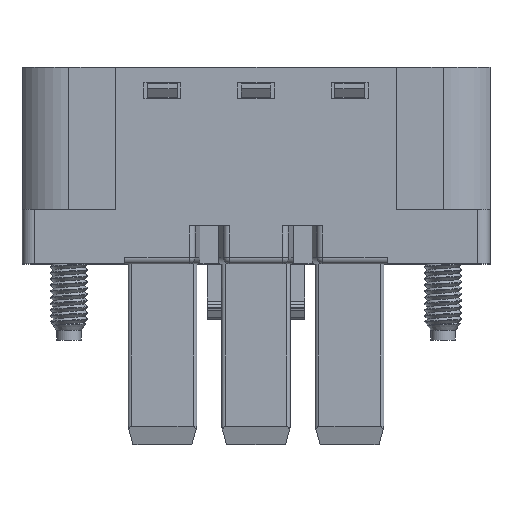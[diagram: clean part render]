
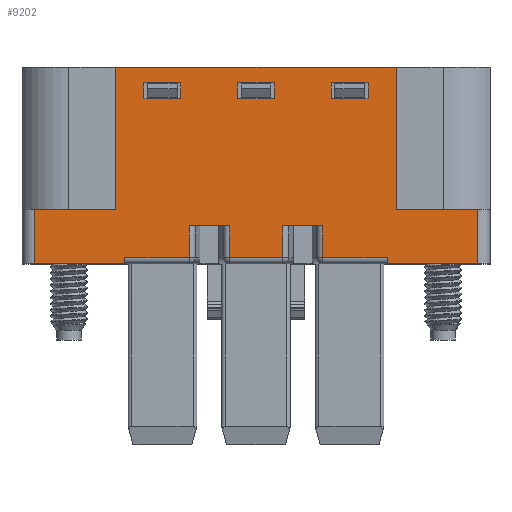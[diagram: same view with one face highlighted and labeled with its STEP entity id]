
A CAD part, top view. The second image highlights one B-rep face of the part: STEP entity #9202.
In plain terms, the highlighted planar face has unit normal (0, 0, 1).
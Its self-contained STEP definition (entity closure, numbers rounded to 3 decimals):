
#3777=CARTESIAN_POINT('',(-3.05,0.,0.));
#3778=VERTEX_POINT('',#3777);
#3785=CARTESIAN_POINT('',(-10.43,0.,0.));
#3786=VERTEX_POINT('',#3785);
#3787=CARTESIAN_POINT('',(-3.05,0.,0.));
#3788=DIRECTION('',(-1.,0.,0.));
#3789=VECTOR('',#3788,7.38);
#3790=LINE('',#3787,#3789);
#3791=EDGE_CURVE('',#3778,#3786,#3790,.T.);
#4048=CARTESIAN_POINT('',(25.67,0.,0.));
#4049=VERTEX_POINT('',#4048);
#4057=CARTESIAN_POINT('',(18.29,0.,0.));
#4058=VERTEX_POINT('',#4057);
#4059=CARTESIAN_POINT('',(25.67,0.,0.));
#4060=DIRECTION('',(-1.,0.,0.));
#4061=VECTOR('',#4060,7.38);
#4062=LINE('',#4059,#4061);
#4063=EDGE_CURVE('',#4049,#4058,#4062,.T.);
#8891=CARTESIAN_POINT('',(9.795,3.1,0.));
#8892=VERTEX_POINT('',#8891);
#8942=CARTESIAN_POINT('',(13.065,3.1,0.));
#8943=VERTEX_POINT('',#8942);
#8951=CARTESIAN_POINT('',(13.065,3.1,0.));
#8952=DIRECTION('',(-1.,0.,0.));
#8953=VECTOR('',#8952,3.27);
#8954=LINE('',#8951,#8953);
#8955=EDGE_CURVE('',#8943,#8892,#8954,.T.);
#8960=CARTESIAN_POINT('',(-3.81,16.,0.));
#8961=DIRECTION('',(0.,-1.,0.));
#8962=DIRECTION('',(-0.,0.,1.));
#8963=AXIS2_PLACEMENT_3D('',#8960,#8962,#8961);
#8964=PLANE('',#8963);
#8965=CARTESIAN_POINT('',(-3.81,16.,0.));
#8966=VERTEX_POINT('',#8965);
#8967=CARTESIAN_POINT('',(-3.81,4.435,0.));
#8968=VERTEX_POINT('',#8967);
#8969=CARTESIAN_POINT('',(-3.81,16.,0.));
#8970=DIRECTION('',(0.,-1.,0.));
#8971=VECTOR('',#8970,11.565);
#8972=LINE('',#8969,#8971);
#8973=EDGE_CURVE('',#8966,#8968,#8972,.T.);
#8974=ORIENTED_EDGE('',*,*,#8973,.T.);
#8975=CARTESIAN_POINT('',(-10.43,4.435,0.));
#8976=VERTEX_POINT('',#8975);
#8977=CARTESIAN_POINT('',(-3.81,4.435,0.));
#8978=DIRECTION('',(-1.,0.,0.));
#8979=VECTOR('',#8978,6.62);
#8980=LINE('',#8977,#8979);
#8981=EDGE_CURVE('',#8968,#8976,#8980,.T.);
#8982=ORIENTED_EDGE('',*,*,#8981,.T.);
#8983=CARTESIAN_POINT('',(-10.43,4.435,0.));
#8984=DIRECTION('',(0.,-1.,0.));
#8985=VECTOR('',#8984,4.435);
#8986=LINE('',#8983,#8985);
#8987=EDGE_CURVE('',#8976,#3786,#8986,.T.);
#8988=ORIENTED_EDGE('',*,*,#8987,.T.);
#8989=ORIENTED_EDGE('',*,*,#3791,.F.);
#8990=CARTESIAN_POINT('',(-3.05,0.5,0.));
#8991=VERTEX_POINT('',#8990);
#8992=CARTESIAN_POINT('',(-3.05,0.,0.));
#8993=DIRECTION('',(0.,1.,0.));
#8994=VECTOR('',#8993,0.5);
#8995=LINE('',#8992,#8994);
#8996=EDGE_CURVE('',#3778,#8991,#8995,.T.);
#8997=ORIENTED_EDGE('',*,*,#8996,.T.);
#8998=CARTESIAN_POINT('',(2.175,0.5,0.));
#8999=VERTEX_POINT('',#8998);
#9000=CARTESIAN_POINT('',(-3.05,0.5,0.));
#9001=DIRECTION('',(1.,0.,0.));
#9002=VECTOR('',#9001,5.225);
#9003=LINE('',#9000,#9002);
#9004=EDGE_CURVE('',#8991,#8999,#9003,.T.);
#9005=ORIENTED_EDGE('',*,*,#9004,.T.);
#9006=CARTESIAN_POINT('',(2.175,3.1,0.));
#9007=VERTEX_POINT('',#9006);
#9008=CARTESIAN_POINT('',(2.175,0.5,0.));
#9009=DIRECTION('',(0.,1.,0.));
#9010=VECTOR('',#9009,2.6);
#9011=LINE('',#9008,#9010);
#9012=EDGE_CURVE('',#8999,#9007,#9011,.T.);
#9013=ORIENTED_EDGE('',*,*,#9012,.T.);
#9014=CARTESIAN_POINT('',(5.445,3.1,0.));
#9015=VERTEX_POINT('',#9014);
#9016=CARTESIAN_POINT('',(2.175,3.1,0.));
#9017=DIRECTION('',(1.,0.,0.));
#9018=VECTOR('',#9017,3.27);
#9019=LINE('',#9016,#9018);
#9020=EDGE_CURVE('',#9007,#9015,#9019,.T.);
#9021=ORIENTED_EDGE('',*,*,#9020,.T.);
#9022=CARTESIAN_POINT('',(5.445,0.5,0.));
#9023=VERTEX_POINT('',#9022);
#9024=CARTESIAN_POINT('',(5.445,3.1,0.));
#9025=DIRECTION('',(0.,-1.,0.));
#9026=VECTOR('',#9025,2.6);
#9027=LINE('',#9024,#9026);
#9028=EDGE_CURVE('',#9015,#9023,#9027,.T.);
#9029=ORIENTED_EDGE('',*,*,#9028,.T.);
#9030=CARTESIAN_POINT('',(9.795,0.5,0.));
#9031=VERTEX_POINT('',#9030);
#9032=CARTESIAN_POINT('',(5.445,0.5,0.));
#9033=DIRECTION('',(1.,0.,0.));
#9034=VECTOR('',#9033,4.35);
#9035=LINE('',#9032,#9034);
#9036=EDGE_CURVE('',#9023,#9031,#9035,.T.);
#9037=ORIENTED_EDGE('',*,*,#9036,.T.);
#9038=CARTESIAN_POINT('',(9.795,0.5,0.));
#9039=DIRECTION('',(0.,1.,0.));
#9040=VECTOR('',#9039,2.6);
#9041=LINE('',#9038,#9040);
#9042=EDGE_CURVE('',#9031,#8892,#9041,.T.);
#9043=ORIENTED_EDGE('',*,*,#9042,.T.);
#9044=ORIENTED_EDGE('',*,*,#8955,.F.);
#9045=CARTESIAN_POINT('',(13.065,0.5,0.));
#9046=VERTEX_POINT('',#9045);
#9047=CARTESIAN_POINT('',(13.065,3.1,0.));
#9048=DIRECTION('',(0.,-1.,0.));
#9049=VECTOR('',#9048,2.6);
#9050=LINE('',#9047,#9049);
#9051=EDGE_CURVE('',#8943,#9046,#9050,.T.);
#9052=ORIENTED_EDGE('',*,*,#9051,.T.);
#9053=CARTESIAN_POINT('',(18.29,0.5,0.));
#9054=VERTEX_POINT('',#9053);
#9055=CARTESIAN_POINT('',(13.065,0.5,0.));
#9056=DIRECTION('',(1.,0.,0.));
#9057=VECTOR('',#9056,5.225);
#9058=LINE('',#9055,#9057);
#9059=EDGE_CURVE('',#9046,#9054,#9058,.T.);
#9060=ORIENTED_EDGE('',*,*,#9059,.T.);
#9061=CARTESIAN_POINT('',(18.29,0.5,0.));
#9062=DIRECTION('',(0.,-1.,0.));
#9063=VECTOR('',#9062,0.5);
#9064=LINE('',#9061,#9063);
#9065=EDGE_CURVE('',#9054,#4058,#9064,.T.);
#9066=ORIENTED_EDGE('',*,*,#9065,.T.);
#9067=ORIENTED_EDGE('',*,*,#4063,.F.);
#9068=CARTESIAN_POINT('',(25.67,4.435,0.));
#9069=VERTEX_POINT('',#9068);
#9070=CARTESIAN_POINT('',(25.67,0.,0.));
#9071=DIRECTION('',(0.,1.,0.));
#9072=VECTOR('',#9071,4.435);
#9073=LINE('',#9070,#9072);
#9074=EDGE_CURVE('',#4049,#9069,#9073,.T.);
#9075=ORIENTED_EDGE('',*,*,#9074,.T.);
#9076=CARTESIAN_POINT('',(19.05,4.435,0.));
#9077=VERTEX_POINT('',#9076);
#9078=CARTESIAN_POINT('',(25.67,4.435,0.));
#9079=DIRECTION('',(-1.,0.,0.));
#9080=VECTOR('',#9079,6.62);
#9081=LINE('',#9078,#9080);
#9082=EDGE_CURVE('',#9069,#9077,#9081,.T.);
#9083=ORIENTED_EDGE('',*,*,#9082,.T.);
#9084=CARTESIAN_POINT('',(19.05,16.,0.));
#9085=VERTEX_POINT('',#9084);
#9086=CARTESIAN_POINT('',(19.05,4.435,0.));
#9087=DIRECTION('',(0.,1.,0.));
#9088=VECTOR('',#9087,11.565);
#9089=LINE('',#9086,#9088);
#9090=EDGE_CURVE('',#9077,#9085,#9089,.T.);
#9091=ORIENTED_EDGE('',*,*,#9090,.T.);
#9092=CARTESIAN_POINT('',(19.05,16.,0.));
#9093=DIRECTION('',(-1.,0.,0.));
#9094=VECTOR('',#9093,22.86);
#9095=LINE('',#9092,#9094);
#9096=EDGE_CURVE('',#9085,#8966,#9095,.T.);
#9097=ORIENTED_EDGE('',*,*,#9096,.T.);
#9098=EDGE_LOOP('',(#8974,#8982,#8988,#8989,#8997,#9005,#9013,#9021,#9029,#9037,#9043,#9044,#9052,#9060,#9066,#9067,#9075,#9083,#9091,#9097));
#9099=FACE_OUTER_BOUND('',#9098,.T.);
#9100=CARTESIAN_POINT('',(6.12,13.45,0.));
#9101=VERTEX_POINT('',#9100);
#9102=CARTESIAN_POINT('',(6.12,14.75,0.));
#9103=VERTEX_POINT('',#9102);
#9104=CARTESIAN_POINT('',(6.12,13.45,0.));
#9105=DIRECTION('',(0.,1.,0.));
#9106=VECTOR('',#9105,1.3);
#9107=LINE('',#9104,#9106);
#9108=EDGE_CURVE('',#9101,#9103,#9107,.T.);
#9109=ORIENTED_EDGE('',*,*,#9108,.T.);
#9110=CARTESIAN_POINT('',(9.12,14.75,0.));
#9111=VERTEX_POINT('',#9110);
#9112=CARTESIAN_POINT('',(6.12,14.75,0.));
#9113=DIRECTION('',(1.,0.,0.));
#9114=VECTOR('',#9113,3.);
#9115=LINE('',#9112,#9114);
#9116=EDGE_CURVE('',#9103,#9111,#9115,.T.);
#9117=ORIENTED_EDGE('',*,*,#9116,.T.);
#9118=CARTESIAN_POINT('',(9.12,13.45,0.));
#9119=VERTEX_POINT('',#9118);
#9120=CARTESIAN_POINT('',(9.12,14.75,0.));
#9121=DIRECTION('',(0.,-1.,0.));
#9122=VECTOR('',#9121,1.3);
#9123=LINE('',#9120,#9122);
#9124=EDGE_CURVE('',#9111,#9119,#9123,.T.);
#9125=ORIENTED_EDGE('',*,*,#9124,.T.);
#9126=CARTESIAN_POINT('',(9.12,13.45,0.));
#9127=DIRECTION('',(-1.,0.,0.));
#9128=VECTOR('',#9127,3.);
#9129=LINE('',#9126,#9128);
#9130=EDGE_CURVE('',#9119,#9101,#9129,.T.);
#9131=ORIENTED_EDGE('',*,*,#9130,.T.);
#9132=EDGE_LOOP('',(#9109,#9117,#9125,#9131));
#9133=FACE_BOUND('',#9132,.T.);
#9134=CARTESIAN_POINT('',(-1.5,14.75,0.));
#9135=VERTEX_POINT('',#9134);
#9136=CARTESIAN_POINT('',(1.5,14.75,0.));
#9137=VERTEX_POINT('',#9136);
#9138=CARTESIAN_POINT('',(-1.5,14.75,0.));
#9139=DIRECTION('',(1.,0.,0.));
#9140=VECTOR('',#9139,3.);
#9141=LINE('',#9138,#9140);
#9142=EDGE_CURVE('',#9135,#9137,#9141,.T.);
#9143=ORIENTED_EDGE('',*,*,#9142,.T.);
#9144=CARTESIAN_POINT('',(1.5,13.45,0.));
#9145=VERTEX_POINT('',#9144);
#9146=CARTESIAN_POINT('',(1.5,14.75,0.));
#9147=DIRECTION('',(0.,-1.,0.));
#9148=VECTOR('',#9147,1.3);
#9149=LINE('',#9146,#9148);
#9150=EDGE_CURVE('',#9137,#9145,#9149,.T.);
#9151=ORIENTED_EDGE('',*,*,#9150,.T.);
#9152=CARTESIAN_POINT('',(-1.5,13.45,0.));
#9153=VERTEX_POINT('',#9152);
#9154=CARTESIAN_POINT('',(1.5,13.45,0.));
#9155=DIRECTION('',(-1.,0.,0.));
#9156=VECTOR('',#9155,3.);
#9157=LINE('',#9154,#9156);
#9158=EDGE_CURVE('',#9145,#9153,#9157,.T.);
#9159=ORIENTED_EDGE('',*,*,#9158,.T.);
#9160=CARTESIAN_POINT('',(-1.5,13.45,0.));
#9161=DIRECTION('',(0.,1.,0.));
#9162=VECTOR('',#9161,1.3);
#9163=LINE('',#9160,#9162);
#9164=EDGE_CURVE('',#9153,#9135,#9163,.T.);
#9165=ORIENTED_EDGE('',*,*,#9164,.T.);
#9166=EDGE_LOOP('',(#9143,#9151,#9159,#9165));
#9167=FACE_BOUND('',#9166,.T.);
#9168=CARTESIAN_POINT('',(13.74,14.75,0.));
#9169=VERTEX_POINT('',#9168);
#9170=CARTESIAN_POINT('',(16.74,14.75,0.));
#9171=VERTEX_POINT('',#9170);
#9172=CARTESIAN_POINT('',(13.74,14.75,0.));
#9173=DIRECTION('',(1.,0.,0.));
#9174=VECTOR('',#9173,3.);
#9175=LINE('',#9172,#9174);
#9176=EDGE_CURVE('',#9169,#9171,#9175,.T.);
#9177=ORIENTED_EDGE('',*,*,#9176,.T.);
#9178=CARTESIAN_POINT('',(16.74,13.45,0.));
#9179=VERTEX_POINT('',#9178);
#9180=CARTESIAN_POINT('',(16.74,14.75,0.));
#9181=DIRECTION('',(0.,-1.,0.));
#9182=VECTOR('',#9181,1.3);
#9183=LINE('',#9180,#9182);
#9184=EDGE_CURVE('',#9171,#9179,#9183,.T.);
#9185=ORIENTED_EDGE('',*,*,#9184,.T.);
#9186=CARTESIAN_POINT('',(13.74,13.45,0.));
#9187=VERTEX_POINT('',#9186);
#9188=CARTESIAN_POINT('',(16.74,13.45,0.));
#9189=DIRECTION('',(-1.,0.,0.));
#9190=VECTOR('',#9189,3.);
#9191=LINE('',#9188,#9190);
#9192=EDGE_CURVE('',#9179,#9187,#9191,.T.);
#9193=ORIENTED_EDGE('',*,*,#9192,.T.);
#9194=CARTESIAN_POINT('',(13.74,13.45,0.));
#9195=DIRECTION('',(0.,1.,0.));
#9196=VECTOR('',#9195,1.3);
#9197=LINE('',#9194,#9196);
#9198=EDGE_CURVE('',#9187,#9169,#9197,.T.);
#9199=ORIENTED_EDGE('',*,*,#9198,.T.);
#9200=EDGE_LOOP('',(#9177,#9185,#9193,#9199));
#9201=FACE_BOUND('',#9200,.T.);
#9202=ADVANCED_FACE('',(#9099,#9133,#9167,#9201),#8964,.T.);
